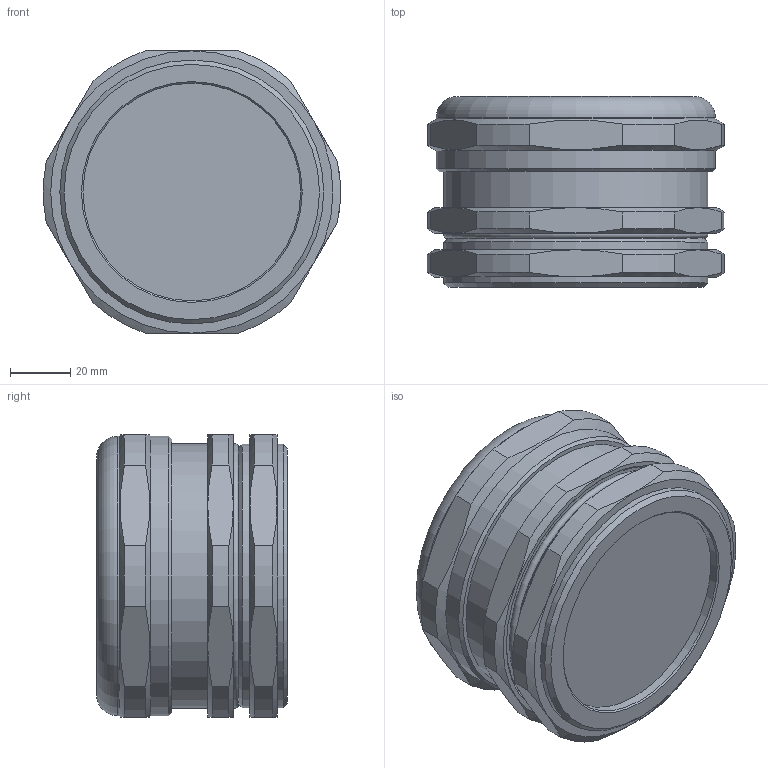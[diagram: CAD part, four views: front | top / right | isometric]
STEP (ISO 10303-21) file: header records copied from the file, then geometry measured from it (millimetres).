
FILE_DESCRIPTION(/* description */ ('ГОФРОМАТИК G 3 (65-70 мм)'),/* implementation_level */ '2;1');
FILE_NAME(/* name */ '',/* time_stamp */ '2025-01-27T07:51:06+07:00',/* author */ ('zeta-86'),/* organization */ (''),/* preprocessor_version */ 'ST-DEVELOPER v19.2',/* originating_system */ 'Autodesk Inventor 2024',/* authorisation */ '');
FILE_SCHEMA (('AUTOMOTIVE_DESIGN { 1 0 10303 214 3 1 1 }'));
Length unit declared in the file: millimetre
Products named in the file (1): ГОФРОМАТИК G 3 (6
5-70 мм)
Bounding box: 98.89 x 63.5 x 94 mm (x, y, z)
Volume: 406517.6 mm3; surface area: 38374.5 mm2
Topology: 1 solids, 1 shells, 90 faces, 211 edges, 131 vertices
Faces by surface type: cone 31, plane 29, cylinder 26, torus 4
Full cylindrical faces by diameter (mm): 72 x1, 72.5 x1, 85 x1, 87.884 x2, 88 x1, 93 x2
Entity records: 2674 total; most frequent: CARTESIAN_POINT 553, DIRECTION 433, ORIENTED_EDGE 422, EDGE_CURVE 211, AXIS2_PLACEMENT_3D 191, VERTEX_POINT 131, CIRCLE 100, EDGE_LOOP 99
